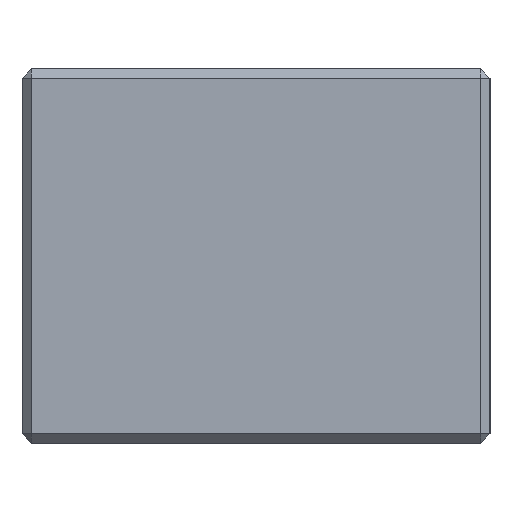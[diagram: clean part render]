
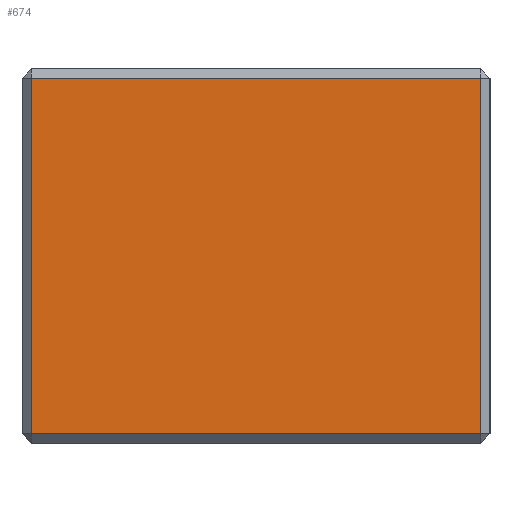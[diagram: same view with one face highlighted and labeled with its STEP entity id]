
A CAD part, left-side view. The second image highlights one B-rep face of the part: STEP entity #674.
In plain terms, the highlighted planar face has unit normal (-1, 0, 0).
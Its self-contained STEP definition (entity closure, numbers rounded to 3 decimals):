
#35 = VERTEX_POINT ( 'NONE', #4434 ) ;
#177 = VECTOR ( 'NONE', #8876, 1000. ) ;
#305 = VECTOR ( 'NONE', #9747, 1000. ) ;
#544 = LINE ( 'NONE', #9735, #177 ) ;
#561 = DIRECTION ( 'NONE',  ( 0., -1., 0. ) ) ;
#587 = DIRECTION ( 'NONE',  ( -1., 0., 0. ) ) ;
#674 = ADVANCED_FACE ( 'NONE', ( #6025 ), #8368, .T. ) ;
#1111 = EDGE_CURVE ( 'NONE', #1218, #35, #5520, .T. ) ;
#1218 = VERTEX_POINT ( 'NONE', #2775 ) ;
#2038 = EDGE_CURVE ( 'NONE', #35, #8396, #2321, .T. ) ;
#2101 = CARTESIAN_POINT ( 'NONE',  ( 0., 0., -39. ) ) ;
#2321 = LINE ( 'NONE', #2101, #305 ) ;
#2775 = CARTESIAN_POINT ( 'NONE',  ( 0., 49., -1. ) ) ;
#2964 = EDGE_CURVE ( 'NONE', #3577, #1218, #544, .T. ) ;
#3299 = DIRECTION ( 'NONE',  ( 0., 0., -1. ) ) ;
#3327 = CARTESIAN_POINT ( 'NONE',  ( 0., 1., -40. ) ) ;
#3507 = VECTOR ( 'NONE', #3299, 1000. ) ;
#3577 = VERTEX_POINT ( 'NONE', #9772 ) ;
#3747 = ORIENTED_EDGE ( 'NONE', *, *, #9264, .T. ) ;
#3949 = VECTOR ( 'NONE', #9389, 1000. ) ;
#4434 = CARTESIAN_POINT ( 'NONE',  ( 0., 49., -39. ) ) ;
#4779 = ORIENTED_EDGE ( 'NONE', *, *, #1111, .T. ) ;
#5024 = LINE ( 'NONE', #3327, #3949 ) ;
#5323 = EDGE_LOOP ( 'NONE', ( #6196, #3747, #7355, #4779 ) ) ;
#5327 = CARTESIAN_POINT ( 'NONE',  ( 0., 1., -39. ) ) ;
#5520 = LINE ( 'NONE', #9491, #3507 ) ;
#6025 = FACE_OUTER_BOUND ( 'NONE', #5323, .T. ) ;
#6196 = ORIENTED_EDGE ( 'NONE', *, *, #2038, .T. ) ;
#7355 = ORIENTED_EDGE ( 'NONE', *, *, #2964, .T. ) ;
#8368 = PLANE ( 'NONE',  #8372 ) ;
#8372 = AXIS2_PLACEMENT_3D ( 'NONE', #9708, #587, #561 ) ;
#8396 = VERTEX_POINT ( 'NONE', #5327 ) ;
#8876 = DIRECTION ( 'NONE',  ( 0., 1., 0. ) ) ;
#9264 = EDGE_CURVE ( 'NONE', #8396, #3577, #5024, .T. ) ;
#9389 = DIRECTION ( 'NONE',  ( 0., 0., 1. ) ) ;
#9491 = CARTESIAN_POINT ( 'NONE',  ( 0., 49., -40. ) ) ;
#9708 = CARTESIAN_POINT ( 'NONE',  ( 0., 0., -40. ) ) ;
#9735 = CARTESIAN_POINT ( 'NONE',  ( 0., 50., -1. ) ) ;
#9747 = DIRECTION ( 'NONE',  ( 0., -1., 0. ) ) ;
#9772 = CARTESIAN_POINT ( 'NONE',  ( 0., 1., -1. ) ) ;
